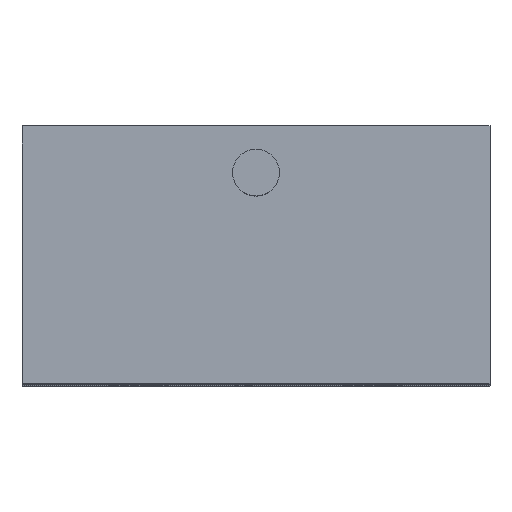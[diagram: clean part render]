
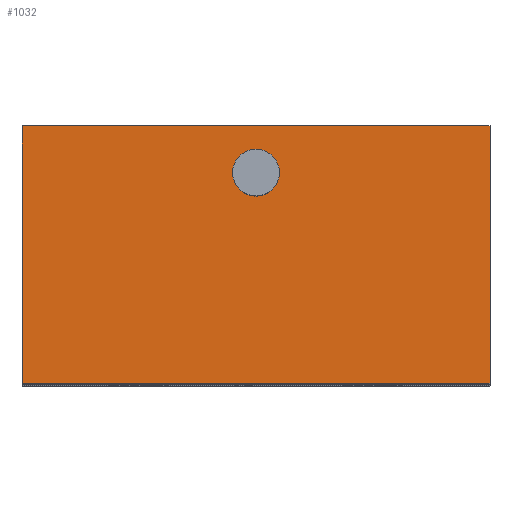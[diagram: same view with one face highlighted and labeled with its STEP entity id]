
A CAD part, top view. The second image highlights one B-rep face of the part: STEP entity #1032.
In plain terms, the highlighted planar face has unit normal (0, 0, 1).
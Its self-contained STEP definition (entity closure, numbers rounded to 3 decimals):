
#25 = VERTEX_POINT ( 'NONE', #629 ) ;
#26 = CIRCLE ( 'NONE', #277, 2. ) ;
#29 = DIRECTION ( 'NONE',  ( 0., 0., -1. ) ) ;
#58 = EDGE_CURVE ( 'NONE', #961, #1119, #1234, .T. ) ;
#60 = AXIS2_PLACEMENT_3D ( 'NONE', #699, #714, #91 ) ;
#64 = PLANE ( 'NONE',  #972 ) ;
#91 = DIRECTION ( 'NONE',  ( -1., 0., 0. ) ) ;
#110 = CARTESIAN_POINT ( 'NONE',  ( -2., 7., 65. ) ) ;
#154 = CARTESIAN_POINT ( 'NONE',  ( -20., 11., 65. ) ) ;
#157 = LINE ( 'NONE', #670, #461 ) ;
#170 = DIRECTION ( 'NONE',  ( 1., 0., 0. ) ) ;
#194 = EDGE_LOOP ( 'NONE', ( #397, #1299 ) ) ;
#277 = AXIS2_PLACEMENT_3D ( 'NONE', #1250, #29, #393 ) ;
#299 = DIRECTION ( 'NONE',  ( 0., -1., 0. ) ) ;
#302 = CARTESIAN_POINT ( 'NONE',  ( -20., 11., 65. ) ) ;
#373 = VECTOR ( 'NONE', #1126, 1000. ) ;
#393 = DIRECTION ( 'NONE',  ( -1., 0., 0. ) ) ;
#397 = ORIENTED_EDGE ( 'NONE', *, *, #1198, .T. ) ;
#446 = ORIENTED_EDGE ( 'NONE', *, *, #1587, .F. ) ;
#461 = VECTOR ( 'NONE', #676, 1000. ) ;
#503 = CARTESIAN_POINT ( 'NONE',  ( -20., 11., 65. ) ) ;
#540 = CARTESIAN_POINT ( 'NONE',  ( -20., 11., 65. ) ) ;
#585 = VECTOR ( 'NONE', #170, 1000. ) ;
#623 = CIRCLE ( 'NONE', #60, 2. ) ;
#629 = CARTESIAN_POINT ( 'NONE',  ( 20., 11., 65. ) ) ;
#640 = CARTESIAN_POINT ( 'NONE',  ( -20., -11., 65. ) ) ;
#670 = CARTESIAN_POINT ( 'NONE',  ( 20., 11., 65. ) ) ;
#676 = DIRECTION ( 'NONE',  ( 0., -1., 0. ) ) ;
#699 = CARTESIAN_POINT ( 'NONE',  ( 0., 7., 65. ) ) ;
#709 = FACE_BOUND ( 'NONE', #194, .T. ) ;
#714 = DIRECTION ( 'NONE',  ( 0., 0., -1. ) ) ;
#723 = FACE_OUTER_BOUND ( 'NONE', #1307, .T. ) ;
#756 = LINE ( 'NONE', #154, #373 ) ;
#764 = VERTEX_POINT ( 'NONE', #503 ) ;
#795 = DIRECTION ( 'NONE',  ( -1., 0., 0. ) ) ;
#922 = ORIENTED_EDGE ( 'NONE', *, *, #1000, .F. ) ;
#961 = VERTEX_POINT ( 'NONE', #640 ) ;
#972 = AXIS2_PLACEMENT_3D ( 'NONE', #302, #1042, #795 ) ;
#989 = EDGE_CURVE ( 'NONE', #1225, #1326, #26, .T. ) ;
#991 = LINE ( 'NONE', #540, #1335 ) ;
#1000 = EDGE_CURVE ( 'NONE', #764, #25, #756, .T. ) ;
#1032 = ADVANCED_FACE ( 'NONE', ( #709, #723 ), #64, .F. ) ;
#1042 = DIRECTION ( 'NONE',  ( 0., 0., -1. ) ) ;
#1048 = EDGE_CURVE ( 'NONE', #764, #961, #991, .T. ) ;
#1119 = VERTEX_POINT ( 'NONE', #1165 ) ;
#1126 = DIRECTION ( 'NONE',  ( 1., 0., 0. ) ) ;
#1165 = CARTESIAN_POINT ( 'NONE',  ( 20., -11., 65. ) ) ;
#1198 = EDGE_CURVE ( 'NONE', #1326, #1225, #623, .T. ) ;
#1223 = ORIENTED_EDGE ( 'NONE', *, *, #1048, .T. ) ;
#1225 = VERTEX_POINT ( 'NONE', #110 ) ;
#1234 = LINE ( 'NONE', #1396, #585 ) ;
#1250 = CARTESIAN_POINT ( 'NONE',  ( 0., 7., 65. ) ) ;
#1299 = ORIENTED_EDGE ( 'NONE', *, *, #989, .T. ) ;
#1307 = EDGE_LOOP ( 'NONE', ( #1548, #446, #922, #1223 ) ) ;
#1326 = VERTEX_POINT ( 'NONE', #1451 ) ;
#1335 = VECTOR ( 'NONE', #299, 1000. ) ;
#1396 = CARTESIAN_POINT ( 'NONE',  ( -20., -11., 65. ) ) ;
#1451 = CARTESIAN_POINT ( 'NONE',  ( 2., 7., 65. ) ) ;
#1548 = ORIENTED_EDGE ( 'NONE', *, *, #58, .T. ) ;
#1587 = EDGE_CURVE ( 'NONE', #25, #1119, #157, .T. ) ;
